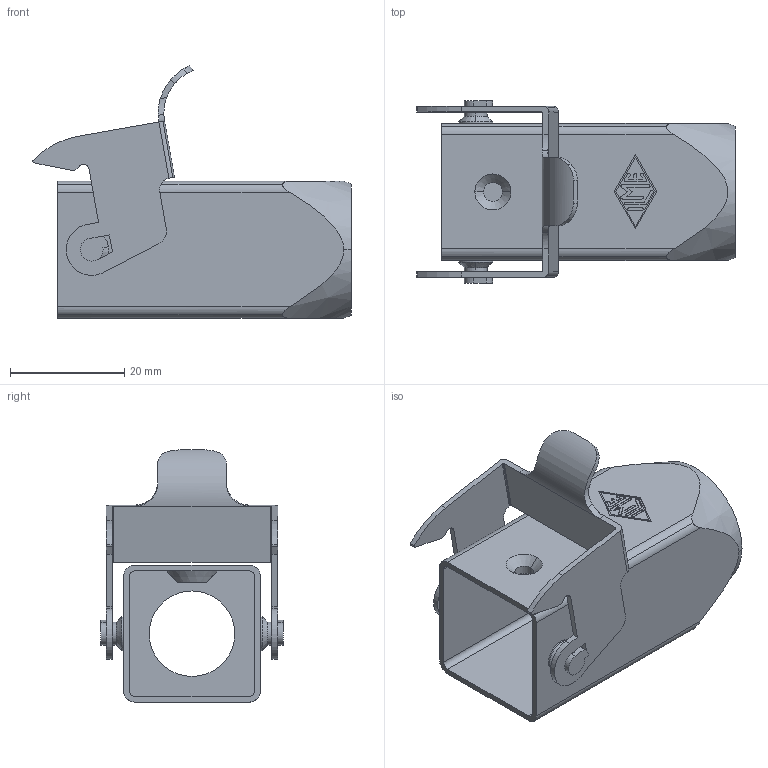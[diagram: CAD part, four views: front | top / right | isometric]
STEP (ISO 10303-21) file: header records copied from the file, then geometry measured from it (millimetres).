
FILE_DESCRIPTION((''),'2;1');
FILE_NAME('MKA VG20.stp','2006-12-07T10:35:42',('gembarski'),(''),'Autodesk Inventor 7','Autodesk Inventor 7','');
FILE_SCHEMA(('AUTOMOTIVE_DESIGN { 1 0 10303 214 1 1 1 1 }'));
Length unit declared in the file: millimetre
Products named in the file (1): MKA VG20
Bounding box: 55.84 x 32 x 44.23 mm (x, y, z)
Volume: 7836.1 mm3; surface area: 12144.5 mm2
Topology: 1 solids, 1 shells, 175 faces, 473 edges, 306 vertices
Faces by surface type: plane 70, cylinder 64, bspline 32, cone 9
Entity records: 5977 total; most frequent: CARTESIAN_POINT 1582, ORIENTED_EDGE 946, DIRECTION 871, EDGE_CURVE 473, VERTEX_POINT 306, VECTOR 295, LINE 295, AXIS2_PLACEMENT_3D 288
